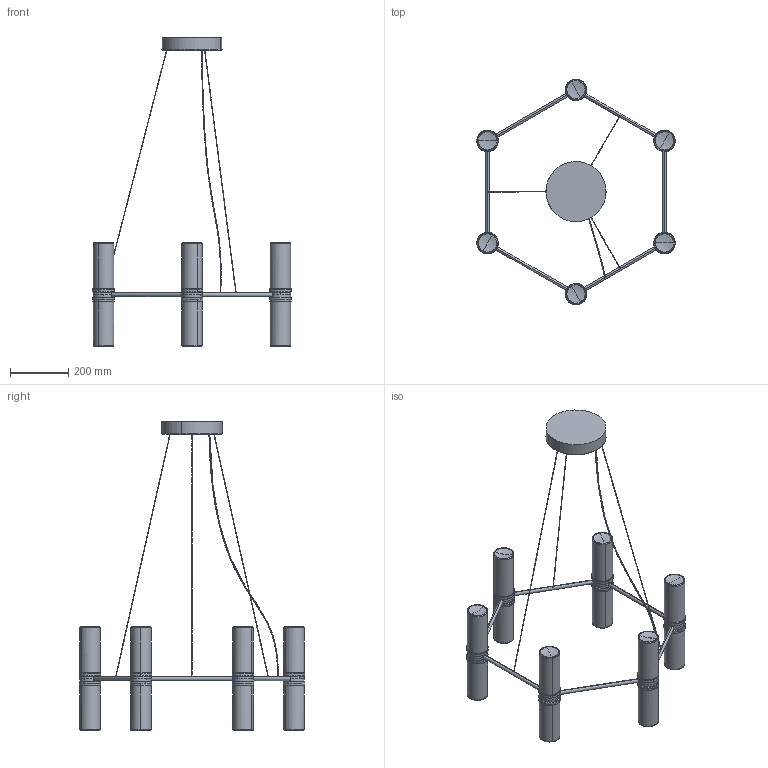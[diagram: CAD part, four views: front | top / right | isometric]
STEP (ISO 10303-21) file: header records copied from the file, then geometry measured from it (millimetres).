
FILE_DESCRIPTION(/* description */ (''),/* implementation_level */ '2;1');
FILE_NAME(/* name */ 'Zephyr Round',/* time_stamp */ '2024-07-29T15:40:23+02:00',/* author */ (''),/* organization */ (''),/* preprocessor_version */ 'ST-DEVELOPER v16.5',/* originating_system */ 'Rhino 7.37',/* authorisation */ '');
FILE_SCHEMA (('AUTOMOTIVE_DESIGN'));
Length unit declared in the file: millimetre
Products named in the file (1): Document
Bounding box: 679.72 x 773.47 x 1058.66 mm (x, y, z)
Volume: 1650502.1 mm3; surface area: 1243276.7 mm2
Topology: 13 solids, 29 shells, 338 faces, 781 edges, 447 vertices
Faces by surface type: bspline 202, cylinder 86, plane 50
Entity records: 12601 total; most frequent: CARTESIAN_POINT 8013, ORIENTED_EDGE 1396, EDGE_CURVE 718, VERTEX_POINT 418, ADVANCED_FACE 338, FACE_OUTER_BOUND 338, EDGE_LOOP 338, B_SPLINE_CURVE_WITH_KNOTS 277
